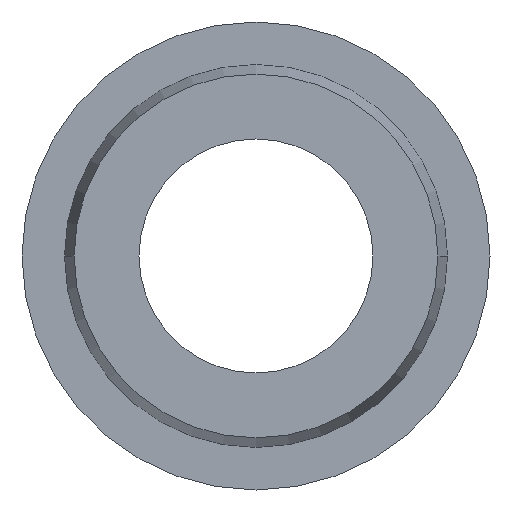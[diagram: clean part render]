
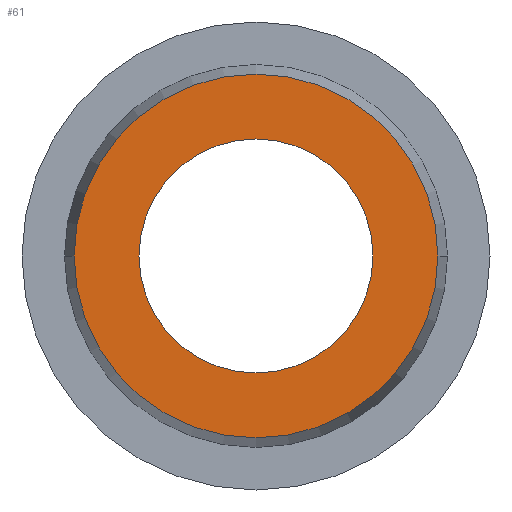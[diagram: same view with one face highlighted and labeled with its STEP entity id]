
A CAD part, front view. The second image highlights one B-rep face of the part: STEP entity #61.
In plain terms, the highlighted planar face has unit normal (0, -1, 0).
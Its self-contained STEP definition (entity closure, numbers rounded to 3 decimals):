
#61=ADVANCED_FACE('',(#118,#119),#120,.T.);
#118=FACE_OUTER_BOUND('',#167,.T.);
#119=FACE_BOUND('',#168,.T.);
#120=PLANE('',#169);
#167=EDGE_LOOP('',(#274,#275));
#168=EDGE_LOOP('',(#276,#277));
#169=AXIS2_PLACEMENT_3D('',#278,#279,#280);
#274=ORIENTED_EDGE('',*,*,#305,.F.);
#275=ORIENTED_EDGE('',*,*,#309,.F.);
#276=ORIENTED_EDGE('',*,*,#321,.T.);
#277=ORIENTED_EDGE('',*,*,#283,.T.);
#278=CARTESIAN_POINT('',(7.025,0.0,0.0));
#279=DIRECTION('',(-0.0,-1.0,-0.0));
#280=DIRECTION('',(-1.0,0.0,0.0));
#283=EDGE_CURVE('',#327,#324,#328,.T.);
#305=EDGE_CURVE('',#363,#365,#366,.T.);
#309=EDGE_CURVE('',#365,#363,#370,.T.);
#321=EDGE_CURVE('',#324,#327,#382,.T.);
#324=VERTEX_POINT('',#385);
#327=VERTEX_POINT('',#389);
#328=CIRCLE('',#390,5.5);
#363=VERTEX_POINT('',#430);
#365=VERTEX_POINT('',#433);
#366=CIRCLE('',#434,8.55);
#370=CIRCLE('',#439,8.55);
#382=CIRCLE('',#451,5.5);
#385=CARTESIAN_POINT('',(5.5,0.0,0.0));
#389=CARTESIAN_POINT('',(-5.5,0.0,0.));
#390=AXIS2_PLACEMENT_3D('',#454,#455,#456);
#430=CARTESIAN_POINT('',(8.55,0.0,0.0));
#433=CARTESIAN_POINT('',(-8.55,0.0,0.));
#434=AXIS2_PLACEMENT_3D('',#496,#497,#498);
#439=AXIS2_PLACEMENT_3D('',#503,#504,#505);
#451=AXIS2_PLACEMENT_3D('',#521,#522,#523);
#454=CARTESIAN_POINT('',(0.0,0.0,0.0));
#455=DIRECTION('',(-0.0,1.0,0.0));
#456=DIRECTION('',(1.0,0.0,0.0));
#496=CARTESIAN_POINT('',(0.0,0.0,0.0));
#497=DIRECTION('',(-0.0,1.0,0.0));
#498=DIRECTION('',(1.0,0.0,0.0));
#503=CARTESIAN_POINT('',(0.0,0.0,0.0));
#504=DIRECTION('',(-0.0,1.0,0.0));
#505=DIRECTION('',(1.0,0.0,0.0));
#521=CARTESIAN_POINT('',(0.0,0.0,0.0));
#522=DIRECTION('',(-0.0,1.0,0.0));
#523=DIRECTION('',(1.0,0.0,0.0));
